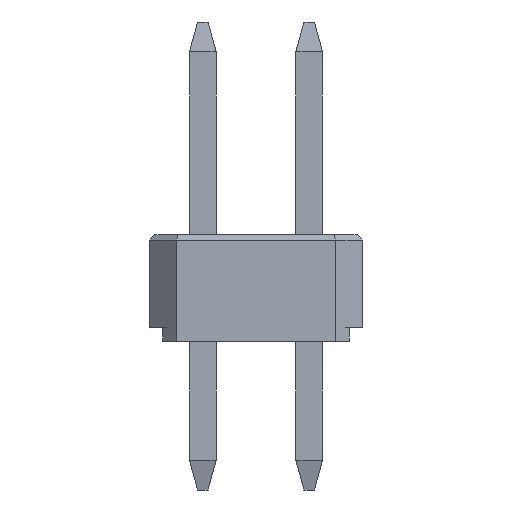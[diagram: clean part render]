
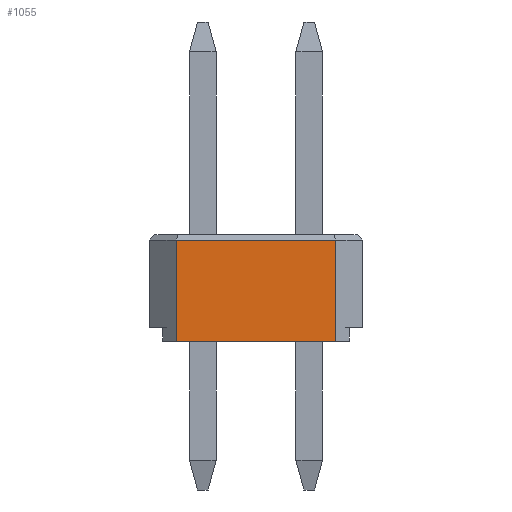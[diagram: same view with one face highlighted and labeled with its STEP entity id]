
A CAD part, left-side view. The second image highlights one B-rep face of the part: STEP entity #1055.
In plain terms, the highlighted planar face has unit normal (-1, 0, 0).
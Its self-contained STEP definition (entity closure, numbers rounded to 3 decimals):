
#137=FACE_OUTER_BOUND('',#199,.T.);
#199=EDGE_LOOP('',(#931,#932,#933,#934));
#284=LINE('',#1586,#416);
#297=LINE('',#1611,#429);
#327=LINE('',#1673,#459);
#331=LINE('',#1679,#463);
#416=VECTOR('',#1293,10.);
#429=VECTOR('',#1314,10.);
#459=VECTOR('',#1376,10.);
#463=VECTOR('',#1384,10.);
#518=VERTEX_POINT('',#1578);
#520=VERTEX_POINT('',#1584);
#528=VERTEX_POINT('',#1609);
#544=VERTEX_POINT('',#1672);
#628=EDGE_CURVE('',#520,#518,#284,.T.);
#641=EDGE_CURVE('',#528,#520,#297,.T.);
#671=EDGE_CURVE('',#544,#518,#327,.T.);
#675=EDGE_CURVE('',#528,#544,#331,.T.);
#931=ORIENTED_EDGE('',*,*,#628,.F.);
#932=ORIENTED_EDGE('',*,*,#641,.F.);
#933=ORIENTED_EDGE('',*,*,#675,.T.);
#934=ORIENTED_EDGE('',*,*,#671,.T.);
#997=PLANE('',#1128);
#1055=ADVANCED_FACE('',(#137),#997,.T.);
#1128=AXIS2_PLACEMENT_3D('',#1682,#1388,#1389);
#1293=DIRECTION('',(0.,-1.,0.));
#1314=DIRECTION('',(0.,0.,1.));
#1376=DIRECTION('',(0.,0.,1.));
#1384=DIRECTION('',(0.,-1.,0.));
#1388=DIRECTION('center_axis',(-1.,0.,0.));
#1389=DIRECTION('ref_axis',(0.,-1.,0.));
#1578=CARTESIAN_POINT('',(0.,0.5,1.9));
#1584=CARTESIAN_POINT('',(0.,3.5,1.9));
#1586=CARTESIAN_POINT('',(0.,2.75,1.9));
#1609=CARTESIAN_POINT('',(0.,3.5,0.));
#1611=CARTESIAN_POINT('',(0.,3.5,0.));
#1672=CARTESIAN_POINT('',(0.,0.5,0.));
#1673=CARTESIAN_POINT('',(0.,0.5,0.));
#1679=CARTESIAN_POINT('',(0.,3.5,0.));
#1682=CARTESIAN_POINT('Origin',(0.,3.5,0.));
